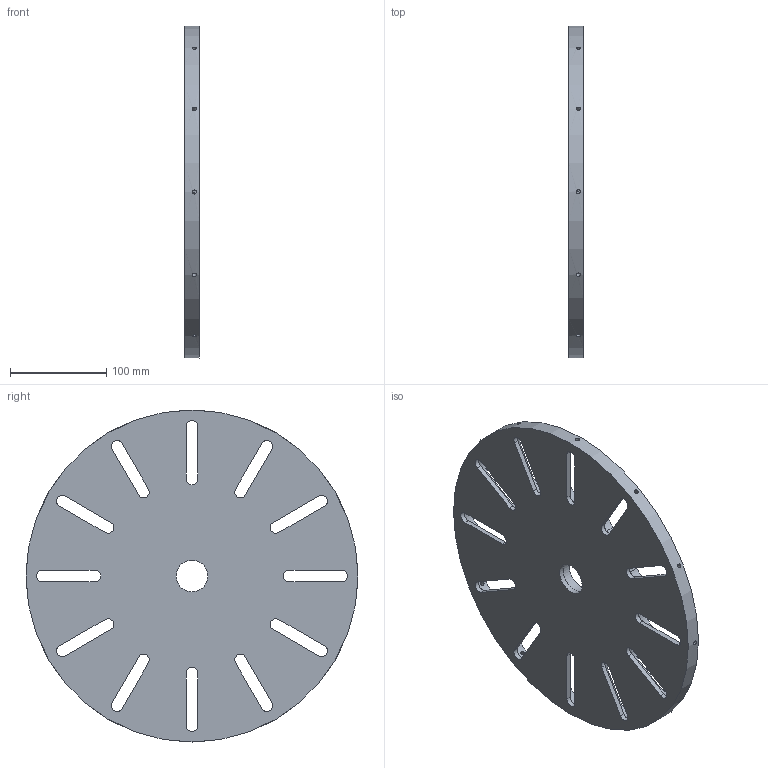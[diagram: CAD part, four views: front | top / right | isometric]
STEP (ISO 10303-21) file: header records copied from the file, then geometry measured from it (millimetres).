
FILE_DESCRIPTION(('FreeCAD Model'),'2;1');
FILE_NAME('Open CASCADE Shape Model','2021-11-29T22:53:49',('Author'),( ''),'Open CASCADE STEP processor 7.4','FreeCAD','Unknown');
FILE_SCHEMA(('AUTOMOTIVE_DESIGN { 1 0 10303 214 1 1 1 1 }'));
Length unit declared in the file: millimetre
Products named in the file (1): _BottomPlate_001
Bounding box: 15 x 345 x 345 mm (x, y, z)
Volume: 1090312.8 mm3; surface area: 215698 mm2
Topology: 1 solids, 1 shells, 162 faces, 468 edges, 296 vertices
Faces by surface type: cylinder 87, plane 75
Full cylindrical faces by diameter (mm): 4.2 x12, 33 x1, 35 x1, 345 x1
Entity records: 17993 total; most frequent: CARTESIAN_POINT 8775, DIRECTION 1705, ORIENTED_EDGE 936, PCURVE 936, DEFINITIONAL_REPRESENTATION 936, LINE 906, VECTOR 906, EDGE_CURVE 468
